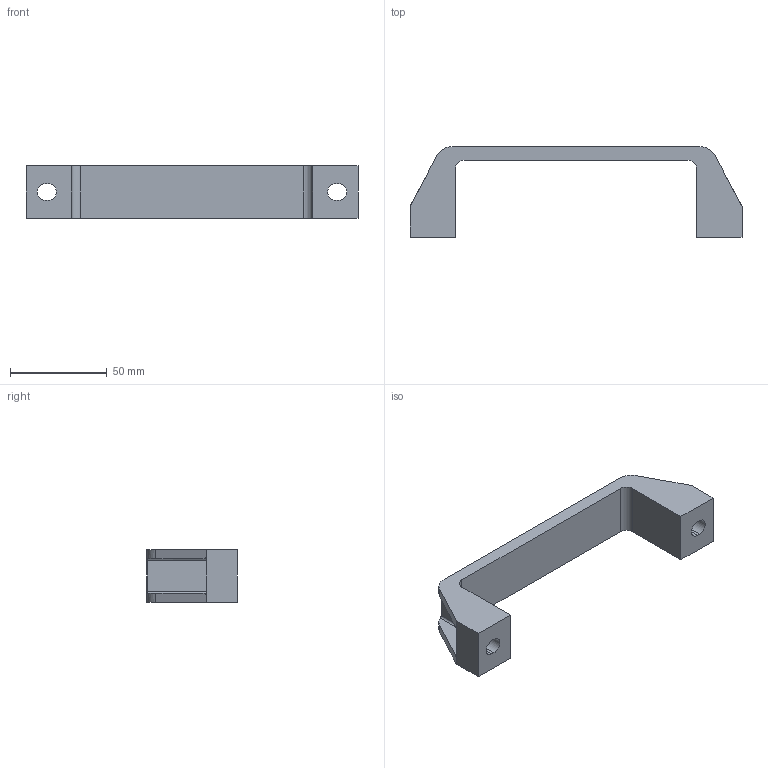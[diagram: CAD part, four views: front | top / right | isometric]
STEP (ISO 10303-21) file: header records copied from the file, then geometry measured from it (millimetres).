
FILE_DESCRIPTION((''),'2;1');
FILE_NAME('SA2-HNDL','2020-09-21T14:47:25',('Administrator'),(''),'CREO PARAMETRIC BY PTC INC, 2019292','CREO PARAMETRIC BY PTC INC, 2019292','');
FILE_SCHEMA(('AUTOMOTIVE_DESIGN { 1 0 10303 214 1 1 1 1 }'));
Length unit declared in the file: inch
Products named in the file (1): SA2-HNDL
Bounding box: 172 x 47 x 27.4 mm (x, y, z)
Volume: 54083.9 mm3; surface area: 21258.8 mm2
Topology: 1 solids, 1 shells, 52 faces, 140 edges, 92 vertices
Faces by surface type: plane 32, cylinder 20
Entity records: 1928 total; most frequent: CARTESIAN_POINT 349, DIRECTION 295, ORIENTED_EDGE 280, EDGE_CURVE 140, COLOUR_RGB 111, AXIS2_PLACEMENT_3D 98, VECTOR 96, LINE 96
